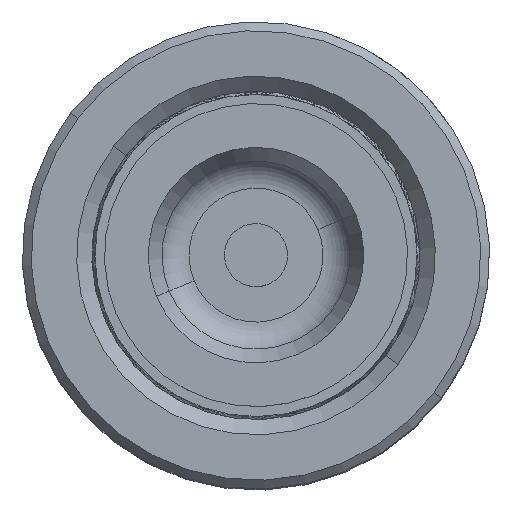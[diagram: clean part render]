
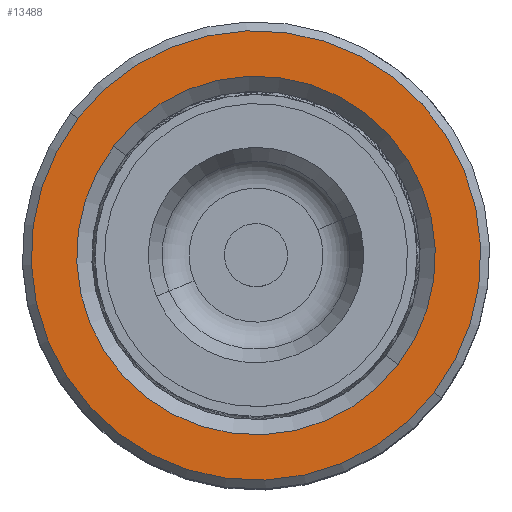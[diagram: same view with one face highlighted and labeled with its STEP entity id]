
A CAD part, top view. The second image highlights one B-rep face of the part: STEP entity #13488.
In plain terms, the highlighted planar face has unit normal (0, 0, 1).
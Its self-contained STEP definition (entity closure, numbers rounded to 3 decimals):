
#649 = ORIENTED_EDGE ( 'NONE', *, *, #13556, .T. ) ;
#679 = ORIENTED_EDGE ( 'NONE', *, *, #11996, .T. ) ;
#1289 = DIRECTION ( 'NONE',  ( 0., 0., 1. ) ) ;
#2310 = DIRECTION ( 'NONE',  ( 1., 0., 0. ) ) ;
#3304 = AXIS2_PLACEMENT_3D ( 'NONE', #26544, #4572, #20363 ) ;
#4314 = AXIS2_PLACEMENT_3D ( 'NONE', #39035, #29692, #2310 ) ;
#4572 = DIRECTION ( 'NONE',  ( 0., 0., 1. ) ) ;
#4803 = AXIS2_PLACEMENT_3D ( 'NONE', #11105, #38926, #39334 ) ;
#5030 = DIRECTION ( 'NONE',  ( 1., 0., 0. ) ) ;
#5984 = EDGE_LOOP ( 'NONE', ( #23286, #649 ) ) ;
#7403 = VERTEX_POINT ( 'NONE', #39532 ) ;
#7473 = FACE_BOUND ( 'NONE', #10389, .T. ) ;
#8616 = EDGE_CURVE ( 'NONE', #26256, #7403, #37568, .T. ) ;
#10389 = EDGE_LOOP ( 'NONE', ( #30623, #679 ) ) ;
#10815 = CARTESIAN_POINT ( 'NONE',  ( -17.8, 0., 50. ) ) ;
#11105 = CARTESIAN_POINT ( 'NONE',  ( 0., 0., 50. ) ) ;
#11330 = VERTEX_POINT ( 'NONE', #38128 ) ;
#11720 = DIRECTION ( 'NONE',  ( 1., 0., 0. ) ) ;
#11996 = EDGE_CURVE ( 'NONE', #28078, #11330, #22048, .T. ) ;
#13488 = ADVANCED_FACE ( 'NONE', ( #17132, #7473 ), #39140, .T. ) ;
#13556 = EDGE_CURVE ( 'NONE', #7403, #26256, #27758, .T. ) ;
#16980 = AXIS2_PLACEMENT_3D ( 'NONE', #38249, #1289, #5030 ) ;
#17132 = FACE_OUTER_BOUND ( 'NONE', #5984, .T. ) ;
#20363 = DIRECTION ( 'NONE',  ( 1., 0., 0. ) ) ;
#21858 = CARTESIAN_POINT ( 'NONE',  ( -14.2, 0., 50. ) ) ;
#22048 = CIRCLE ( 'NONE', #4314, 14.2 ) ;
#22689 = EDGE_CURVE ( 'NONE', #11330, #28078, #30866, .T. ) ;
#23286 = ORIENTED_EDGE ( 'NONE', *, *, #8616, .T. ) ;
#23733 = CARTESIAN_POINT ( 'NONE',  ( 0., 0., 50. ) ) ;
#26256 = VERTEX_POINT ( 'NONE', #10815 ) ;
#26544 = CARTESIAN_POINT ( 'NONE',  ( 0., 0., 50. ) ) ;
#27593 = AXIS2_PLACEMENT_3D ( 'NONE', #23733, #30457, #11720 ) ;
#27758 = CIRCLE ( 'NONE', #27593, 17.8 ) ;
#28078 = VERTEX_POINT ( 'NONE', #21858 ) ;
#29692 = DIRECTION ( 'NONE',  ( 0., 0., -1. ) ) ;
#30457 = DIRECTION ( 'NONE',  ( 0., 0., 1. ) ) ;
#30623 = ORIENTED_EDGE ( 'NONE', *, *, #22689, .T. ) ;
#30866 = CIRCLE ( 'NONE', #4803, 14.2 ) ;
#37568 = CIRCLE ( 'NONE', #16980, 17.8 ) ;
#38128 = CARTESIAN_POINT ( 'NONE',  ( 14.2, 0., 50. ) ) ;
#38249 = CARTESIAN_POINT ( 'NONE',  ( 0., 0., 50. ) ) ;
#38926 = DIRECTION ( 'NONE',  ( 0., 0., -1. ) ) ;
#39035 = CARTESIAN_POINT ( 'NONE',  ( 0., 0., 50. ) ) ;
#39140 = PLANE ( 'NONE',  #3304 ) ;
#39334 = DIRECTION ( 'NONE',  ( 1., 0., 0. ) ) ;
#39532 = CARTESIAN_POINT ( 'NONE',  ( 17.8, 0., 50. ) ) ;
